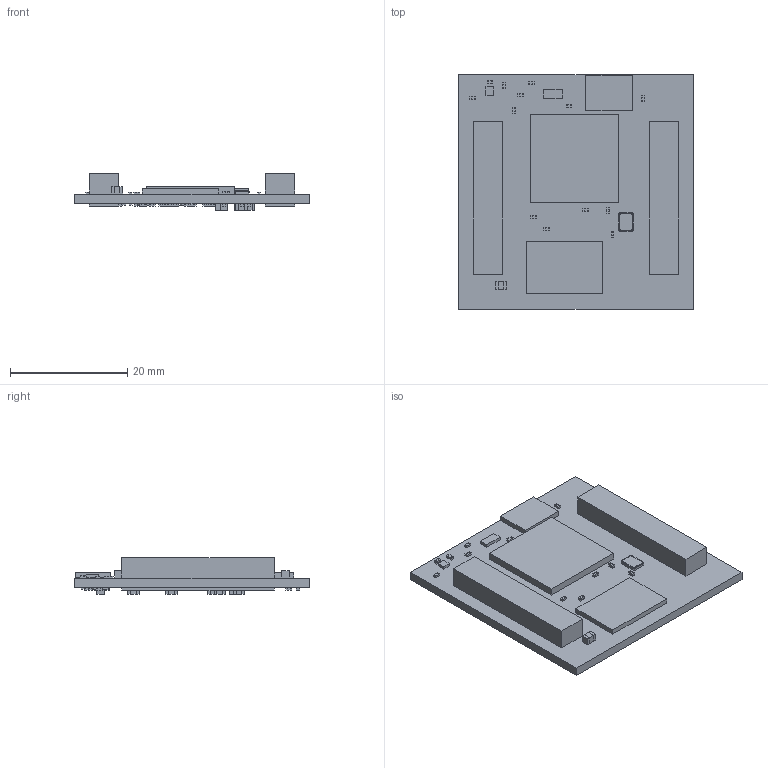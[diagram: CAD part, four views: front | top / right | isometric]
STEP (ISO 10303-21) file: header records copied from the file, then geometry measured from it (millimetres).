
FILE_DESCRIPTION(('Open CASCADE Model'),'2;1');
FILE_NAME('Open CASCADE Shape Model','2013-09-28T12:25:27',('Author'),( 'Open CASCADE'),'Open CASCADE STEP processor 6.2','Open CASCADE 6.2' ,'Unknown');
FILE_SCHEMA(('AUTOMOTIVE_DESIGN { 1 0 10303 214 1 1 1 1 }'));
Length unit declared in the file: millimetre
Products named in the file (119): PCB; Board; J4; 1336810400; Extruded; Y2; 1215477824; Y1; 1336810656; 1336810784; 1336810912; U4; 792751088; U3; 1336810528; R13; 1216677728; 1216677600; R9; R7; 1336809888; R3; J2; 773211856; J1; C37; 792748144; 792748272; C30; 1215479488; 1215479616; C24; C18; U1; 746486224; C15; 1336809504; R16; U2; 1196879168 ...
Assembly tree (283 placements, depth 4):
  PCB
    Board
    J4
      1336810400
        Extruded
    Y2
      1215477824
        Extruded
    Y1
      1336810656
        Extruded
      1336810784
        Extruded
      1336810912
        Extruded
    U4
      792751088
        Extruded
    U3
      1336810528
        Extruded
    R13
      1216677728  x2
        Extruded
      1216677600
        Extruded
    R9
      1216677728  x2
        Extruded
      1216677600
        Extruded
    R7
      1336809888  x2
        Extruded
      1216677600
        Extruded
    R3
      1216677728  x2
        Extruded
      1216677600
        Extruded
    J2
      773211856
        Extruded
    J1
      773211856
        Extruded
    C37
      792748144
        Extruded
      792748272  x2
        Extruded
    C30
      1215479488  x2
        Extruded
      1215479616
        Extruded
    C24
      792748144
        Extruded
Bounding box: 40 x 40 x 6.29 mm (x, y, z)
Volume: 3980.3 mm3; surface area: 6298.7 mm2
Topology: 190 solids, 190 shells, 1176 faces, 2388 edges, 1592 vertices
Faces by surface type: plane 1176
Entity records: 13962 total; most frequent: DIRECTION 2164, CARTESIAN_POINT 1966, LINE 1224, VECTOR 1224, ORIENTED_EDGE 816, PCURVE 816, DEFINITIONAL_REPRESENTATION 816, AXIS2_PLACEMENT_3D 470
